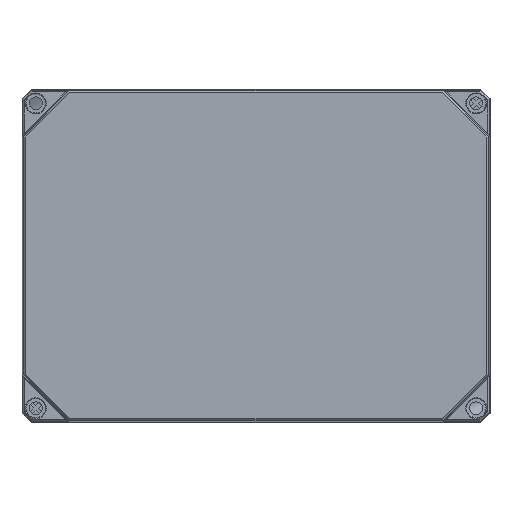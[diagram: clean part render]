
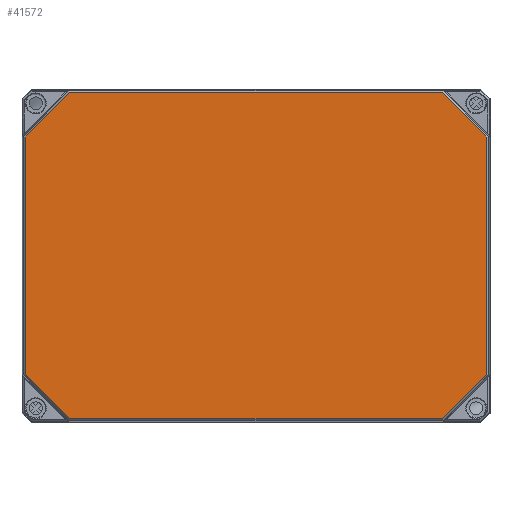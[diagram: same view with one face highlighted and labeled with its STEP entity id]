
A CAD part, top view. The second image highlights one B-rep face of the part: STEP entity #41572.
In plain terms, the highlighted planar face has unit normal (0, 0, 1).
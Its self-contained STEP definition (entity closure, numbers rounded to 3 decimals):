
#5434=LINE('',#78846,#8613);
#5438=LINE('',#78852,#8617);
#5440=LINE('',#78856,#8619);
#5443=LINE('',#78861,#8622);
#5445=LINE('',#78865,#8624);
#5448=LINE('',#78870,#8627);
#5450=LINE('',#78874,#8629);
#5453=LINE('',#78878,#8632);
#8613=VECTOR('',#54984,10.);
#8617=VECTOR('',#54990,10.);
#8619=VECTOR('',#54994,10.);
#8622=VECTOR('',#54999,10.);
#8624=VECTOR('',#55003,10.);
#8627=VECTOR('',#55008,10.);
#8629=VECTOR('',#55012,10.);
#8632=VECTOR('',#55017,10.);
#9838=PLANE('',#45201);
#12218=FACE_OUTER_BOUND('',#14940,.T.);
#14940=EDGE_LOOP('',(#37625,#37626,#37627,#37628,#37629,#37630,#37631,#37632));
#20353=VERTEX_POINT('',#78844);
#20354=VERTEX_POINT('',#78845);
#20355=VERTEX_POINT('',#78851);
#20356=VERTEX_POINT('',#78855);
#20357=VERTEX_POINT('',#78860);
#20358=VERTEX_POINT('',#78864);
#20359=VERTEX_POINT('',#78869);
#20360=VERTEX_POINT('',#78873);
#26159=EDGE_CURVE('',#20353,#20354,#5434,.T.);
#26163=EDGE_CURVE('',#20354,#20355,#5438,.T.);
#26165=EDGE_CURVE('',#20355,#20356,#5440,.T.);
#26168=EDGE_CURVE('',#20356,#20357,#5443,.T.);
#26170=EDGE_CURVE('',#20357,#20358,#5445,.T.);
#26173=EDGE_CURVE('',#20358,#20359,#5448,.T.);
#26175=EDGE_CURVE('',#20359,#20360,#5450,.T.);
#26178=EDGE_CURVE('',#20360,#20353,#5453,.T.);
#37625=ORIENTED_EDGE('',*,*,#26159,.F.);
#37626=ORIENTED_EDGE('',*,*,#26178,.F.);
#37627=ORIENTED_EDGE('',*,*,#26175,.F.);
#37628=ORIENTED_EDGE('',*,*,#26173,.F.);
#37629=ORIENTED_EDGE('',*,*,#26170,.F.);
#37630=ORIENTED_EDGE('',*,*,#26168,.F.);
#37631=ORIENTED_EDGE('',*,*,#26165,.F.);
#37632=ORIENTED_EDGE('',*,*,#26163,.F.);
#41572=ADVANCED_FACE('',(#12218),#9838,.T.);
#45201=AXIS2_PLACEMENT_3D('',#78899,#55032,#55033);
#54984=DIRECTION('',(0.,-1.,0.));
#54990=DIRECTION('',(-0.707,-0.707,0.));
#54994=DIRECTION('',(-1.,0.,0.));
#54999=DIRECTION('',(-0.707,0.707,0.));
#55003=DIRECTION('',(0.,1.,0.));
#55008=DIRECTION('',(0.707,0.707,0.));
#55012=DIRECTION('',(1.,0.,0.));
#55017=DIRECTION('',(0.707,-0.707,0.));
#55032=DIRECTION('center_axis',(0.,0.,1.));
#55033=DIRECTION('ref_axis',(1.,0.,0.));
#78844=CARTESIAN_POINT('',(125.193,64.359,92.5));
#78845=CARTESIAN_POINT('',(125.193,-64.359,92.5));
#78846=CARTESIAN_POINT('',(125.193,42.625,92.5));
#78851=CARTESIAN_POINT('',(101.109,-88.443,92.5));
#78852=CARTESIAN_POINT('',(110.199,-79.352,92.5));
#78855=CARTESIAN_POINT('',(-101.109,-88.443,92.5));
#78856=CARTESIAN_POINT('',(61.,-88.443,92.5));
#78860=CARTESIAN_POINT('',(-125.193,-64.359,92.5));
#78861=CARTESIAN_POINT('',(-97.727,-91.824,92.5));
#78864=CARTESIAN_POINT('',(-125.193,64.359,92.5));
#78865=CARTESIAN_POINT('',(-125.193,-42.625,92.5));
#78869=CARTESIAN_POINT('',(-101.109,88.443,92.5));
#78870=CARTESIAN_POINT('',(-110.199,79.352,92.5));
#78873=CARTESIAN_POINT('',(101.109,88.443,92.5));
#78874=CARTESIAN_POINT('',(-61.,88.443,92.5));
#78878=CARTESIAN_POINT('',(97.727,91.824,92.5));
#78899=CARTESIAN_POINT('Origin',(0.,0.,
92.5));
